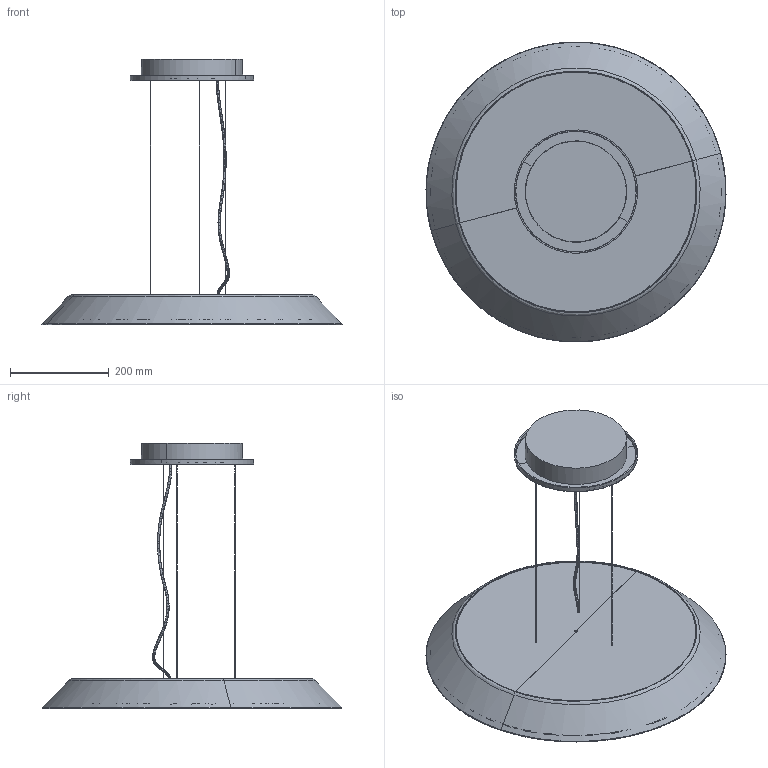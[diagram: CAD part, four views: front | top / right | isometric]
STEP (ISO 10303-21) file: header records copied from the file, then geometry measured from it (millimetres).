
FILE_DESCRIPTION(/* description */ (''),/* implementation_level */ '2;1');
FILE_NAME(/* name */ '3D 024200_Febe suspension',/* time_stamp */ '2018-05-31T15:18:13+02:00',/* author */ (''),/* organization */ (''),/* preprocessor_version */ 'ST-DEVELOPER v10',/* originating_system */ '',/* authorisation */ '');
FILE_SCHEMA (('AUTOMOTIVE_DESIGN'));
Length unit declared in the file: millimetre
Products named in the file (1): 1
Bounding box: 609.1 x 608.95 x 538.59 mm (x, y, z)
Volume: 3120752.2 mm3; surface area: 1442785.9 mm2
Topology: 4 solids, 8 shells, 285 faces, 731 edges, 447 vertices
Faces by surface type: bspline 281, plane 4
Entity records: 11253 total; most frequent: CARTESIAN_POINT 7590, ORIENTED_EDGE 1430, EDGE_CURVE 725, VERTEX_POINT 447, ADVANCED_FACE 285, FACE_OUTER_BOUND 285, EDGE_LOOP 285, B_SPLINE_CURVE_WITH_KNOTS 85
